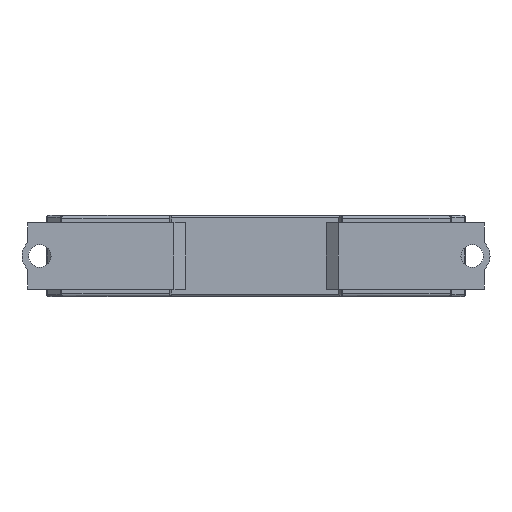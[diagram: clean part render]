
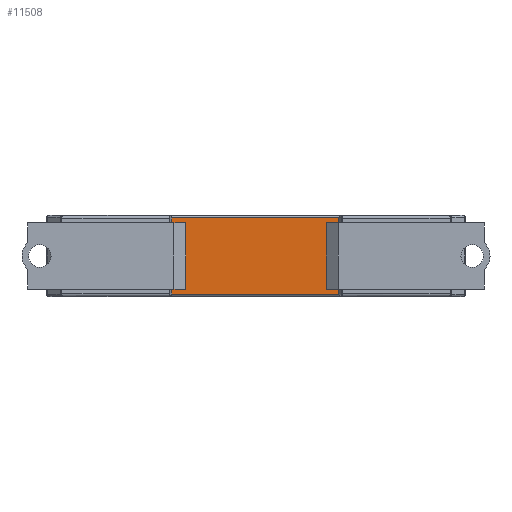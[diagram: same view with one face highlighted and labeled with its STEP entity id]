
A CAD part, front view. The second image highlights one B-rep face of the part: STEP entity #11508.
In plain terms, the highlighted planar face has unit normal (0, -1, 0).
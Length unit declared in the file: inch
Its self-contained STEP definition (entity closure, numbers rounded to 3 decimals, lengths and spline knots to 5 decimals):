
#985 = EDGE_CURVE ( 'NONE', #42156, #5592, #63952, .T. ) ;
#1274 = CARTESIAN_POINT ( 'NONE',  ( -0.7125, -1.14326, 0.67242 ) ) ;
#1503 = CARTESIAN_POINT ( 'NONE',  ( 0.70069, -1.14326, 0.67251 ) ) ;
#1511 = AXIS2_PLACEMENT_3D ( 'NONE', #53338, #14571, #59796 ) ;
#3289 = CARTESIAN_POINT ( 'NONE',  ( 0.70069, -1.14326, 0.02766 ) ) ;
#5592 = VERTEX_POINT ( 'NONE', #71944 ) ;
#10923 = ORIENTED_EDGE ( 'NONE', *, *, #53774, .T. ) ;
#11508 = ADVANCED_FACE ( 'NONE', ( #20794 ), #78509, .T. ) ;
#13035 = CARTESIAN_POINT ( 'NONE',  ( -0.7125, -1.14326, 0.02766 ) ) ;
#13396 = B_SPLINE_CURVE_WITH_KNOTS ( 'NONE', 3,
 ( #20820, #40365, #79014, #1503 ),
 .UNSPECIFIED., .F., .F.,
 ( 4, 4 ),
 ( 0., 0.00001 ),
 .UNSPECIFIED. ) ;
#14173 = ORIENTED_EDGE ( 'NONE', *, *, #23764, .T. ) ;
#14315 = CARTESIAN_POINT ( 'NONE',  ( -0.7125, -1.14326, 0.67234 ) ) ;
#14352 = EDGE_CURVE ( 'NONE', #70276, #42156, #13396, .T. ) ;
#14373 = VECTOR ( 'NONE', #41682, 39.37008 ) ;
#14571 = DIRECTION ( 'NONE',  ( 0., -1., 0. ) ) ;
#14919 = VERTEX_POINT ( 'NONE', #55068 ) ;
#14947 = CARTESIAN_POINT ( 'NONE',  ( -0.7125, -1.14326, 0.02749 ) ) ;
#16032 = EDGE_LOOP ( 'NONE', ( #60954, #50373, #61641, #14173, #63135, #69278, #10923, #44853 ) ) ;
#19677 = CARTESIAN_POINT ( 'NONE',  ( 0.70069, -1.14326, 0.67251 ) ) ;
#19871 = DIRECTION ( 'NONE',  ( 0., 0., -1. ) ) ;
#20219 = VERTEX_POINT ( 'NONE', #24082 ) ;
#20794 = FACE_OUTER_BOUND ( 'NONE', #16032, .T. ) ;
#20820 = CARTESIAN_POINT ( 'NONE',  ( 0.70069, -1.14326, 0.67225 ) ) ;
#21148 = LINE ( 'NONE', #51234, #70638 ) ;
#23764 = EDGE_CURVE ( 'NONE', #48116, #14919, #21148, .T. ) ;
#24082 = CARTESIAN_POINT ( 'NONE',  ( 0.70069, -1.14326, 0.02749 ) ) ;
#25025 = VERTEX_POINT ( 'NONE', #14947 ) ;
#26103 = CARTESIAN_POINT ( 'NONE',  ( -0.7125, -1.14326, 0.02775 ) ) ;
#27231 = B_SPLINE_CURVE_WITH_KNOTS ( 'NONE', 3,
 ( #46609, #1274, #14315, #59548 ),
 .UNSPECIFIED., .F., .F.,
 ( 4, 4 ),
 ( 0., 0.00001 ),
 .UNSPECIFIED. ) ;
#29152 = CARTESIAN_POINT ( 'NONE',  ( 0.70069, -1.14326, 0.02749 ) ) ;
#35641 = CARTESIAN_POINT ( 'NONE',  ( 0.70069, -1.14326, 0.02758 ) ) ;
#37248 = EDGE_CURVE ( 'NONE', #25025, #20219, #56710, .T. ) ;
#38790 = EDGE_CURVE ( 'NONE', #70276, #60398, #65312, .T. ) ;
#39156 = CARTESIAN_POINT ( 'NONE',  ( -0.7125, -1.14326, 0.02749 ) ) ;
#39629 = VECTOR ( 'NONE', #71355, 39.37008 ) ;
#40365 = CARTESIAN_POINT ( 'NONE',  ( 0.70069, -1.14326, 0.67234 ) ) ;
#41682 = DIRECTION ( 'NONE',  ( -1., 0., 0. ) ) ;
#42156 = VERTEX_POINT ( 'NONE', #19677 ) ;
#44853 = ORIENTED_EDGE ( 'NONE', *, *, #38790, .F. ) ;
#46609 = CARTESIAN_POINT ( 'NONE',  ( -0.7125, -1.14326, 0.67251 ) ) ;
#48116 = VERTEX_POINT ( 'NONE', #67343 ) ;
#48587 = CARTESIAN_POINT ( 'NONE',  ( 0.70069, -1.14326, 0.02775 ) ) ;
#50373 = ORIENTED_EDGE ( 'NONE', *, *, #985, .T. ) ;
#51234 = CARTESIAN_POINT ( 'NONE',  ( -0.7125, -1.14326, 0.7 ) ) ;
#51568 = B_SPLINE_CURVE_WITH_KNOTS ( 'NONE', 3,
 ( #29152, #35641, #3289, #48587 ),
 .UNSPECIFIED., .F., .F.,
 ( 4, 4 ),
 ( 0., 0.00001 ),
 .UNSPECIFIED. ) ;
#51711 = EDGE_CURVE ( 'NONE', #14919, #25025, #74847, .T. ) ;
#52093 = DIRECTION ( 'NONE',  ( 0., 0., -1. ) ) ;
#53338 = CARTESIAN_POINT ( 'NONE',  ( 0., -1.14326, 0.7 ) ) ;
#53774 = EDGE_CURVE ( 'NONE', #20219, #60398, #51568, .T. ) ;
#55068 = CARTESIAN_POINT ( 'NONE',  ( -0.7125, -1.14326, 0.02775 ) ) ;
#56710 = LINE ( 'NONE', #64881, #39629 ) ;
#59548 = CARTESIAN_POINT ( 'NONE',  ( -0.7125, -1.14326, 0.67225 ) ) ;
#59796 = DIRECTION ( 'NONE',  ( 1., 0., 0. ) ) ;
#60398 = VERTEX_POINT ( 'NONE', #63334 ) ;
#60954 = ORIENTED_EDGE ( 'NONE', *, *, #14352, .T. ) ;
#61641 = ORIENTED_EDGE ( 'NONE', *, *, #70457, .T. ) ;
#63135 = ORIENTED_EDGE ( 'NONE', *, *, #51711, .T. ) ;
#63309 = VECTOR ( 'NONE', #19871, 39.37008 ) ;
#63334 = CARTESIAN_POINT ( 'NONE',  ( 0.70069, -1.14326, 0.02775 ) ) ;
#63952 = LINE ( 'NONE', #80359, #14373 ) ;
#64130 = CARTESIAN_POINT ( 'NONE',  ( 0.70069, -1.14326, 0.67225 ) ) ;
#64881 = CARTESIAN_POINT ( 'NONE',  ( 0., -1.14326, 0.02749 ) ) ;
#65067 = CARTESIAN_POINT ( 'NONE',  ( 0.70069, -1.14326, 0.7 ) ) ;
#65312 = LINE ( 'NONE', #65067, #63309 ) ;
#67343 = CARTESIAN_POINT ( 'NONE',  ( -0.7125, -1.14326, 0.67225 ) ) ;
#69278 = ORIENTED_EDGE ( 'NONE', *, *, #37248, .T. ) ;
#70276 = VERTEX_POINT ( 'NONE', #64130 ) ;
#70457 = EDGE_CURVE ( 'NONE', #5592, #48116, #27231, .T. ) ;
#70638 = VECTOR ( 'NONE', #52093, 39.37008 ) ;
#71355 = DIRECTION ( 'NONE',  ( 1., 0., 0. ) ) ;
#71944 = CARTESIAN_POINT ( 'NONE',  ( -0.7125, -1.14326, 0.67251 ) ) ;
#74847 = B_SPLINE_CURVE_WITH_KNOTS ( 'NONE', 3,
 ( #26103, #13035, #77759, #39156 ),
 .UNSPECIFIED., .F., .F.,
 ( 4, 4 ),
 ( 0., 0.00001 ),
 .UNSPECIFIED. ) ;
#77759 = CARTESIAN_POINT ( 'NONE',  ( -0.7125, -1.14326, 0.02758 ) ) ;
#78509 = PLANE ( 'NONE',  #1511 ) ;
#79014 = CARTESIAN_POINT ( 'NONE',  ( 0.70069, -1.14326, 0.67242 ) ) ;
#80359 = CARTESIAN_POINT ( 'NONE',  ( -0.7125, -1.14326, 0.67251 ) ) ;
